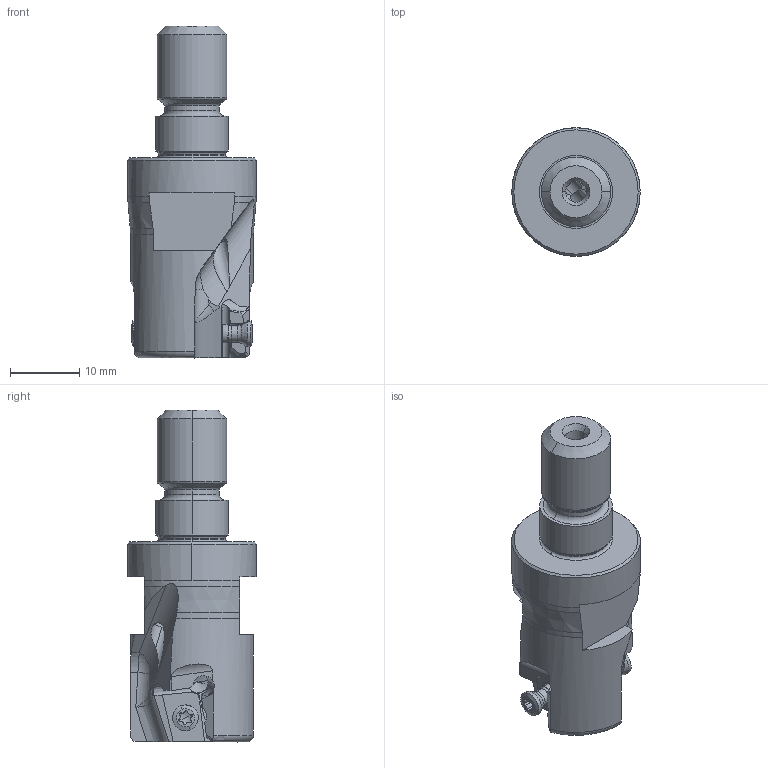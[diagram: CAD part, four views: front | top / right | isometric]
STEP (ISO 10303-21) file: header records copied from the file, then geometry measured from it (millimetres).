
FILE_DESCRIPTION(/* description */ (''),/* implementation_level */ '2;1');
FILE_NAME(/* name */ 'VPX200UR1202AM1030.stp',/* time_stamp */ '2021-09-08T11:38:54+09:00',/* author */ (''),/* organization */ (''),/* preprocessor_version */ 'ST-DEVELOPER v16',/* originating_system */ 'SIEMENS PLM Software NX 10.0',/* authorisation */ '');
FILE_SCHEMA (('AUTOMOTIVE_DESIGN { 1 0 10303 214 3 1 1 1 }'));
Length unit declared in the file: millimetre
Products named in the file (1): VPX200UR1202AM1030_ASM
Bounding box: 18.5 x 18.5 x 47.8 mm (x, y, z)
Volume: 7007.8 mm3; surface area: 3471.2 mm2
Topology: 3 solids, 3 shells, 255 faces, 739 edges, 495 vertices
Faces by surface type: cylinder 100, plane 71, cone 38, torus 28, extrusion 8, bspline 6, sphere 4
Entity records: 11272 total; most frequent: CARTESIAN_POINT 4498, ORIENTED_EDGE 1462, DIRECTION 1368, EDGE_CURVE 731, AXIS2_PLACEMENT_3D 562, VERTEX_POINT 490, EDGE_LOOP 269, CIRCLE 257
